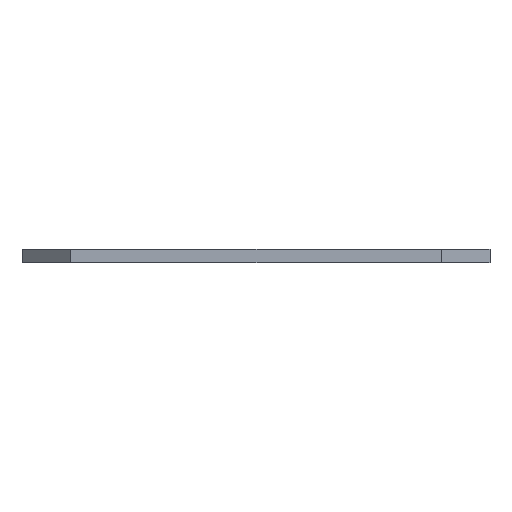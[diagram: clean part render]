
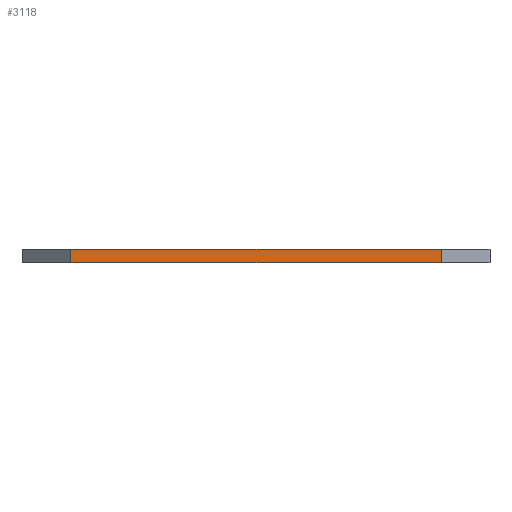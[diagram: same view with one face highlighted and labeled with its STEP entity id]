
A CAD part, left-side view. The second image highlights one B-rep face of the part: STEP entity #3118.
In plain terms, the highlighted planar face has unit normal (-1, 0, 0).
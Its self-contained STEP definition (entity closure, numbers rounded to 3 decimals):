
#55 = PLANE('',#56);
#56 = AXIS2_PLACEMENT_3D('',#57,#58,#59);
#57 = CARTESIAN_POINT('',(122.466,-126.594,0.));
#58 = DIRECTION('',(0.707,0.707,-0.));
#59 = DIRECTION('',(0.707,-0.707,0.));
#83 = PLANE('',#84);
#84 = AXIS2_PLACEMENT_3D('',#85,#86,#87);
#85 = CARTESIAN_POINT('',(148.501,-105.004,1.6));
#86 = DIRECTION('',(0.,0.,1.));
#87 = DIRECTION('',(1.,0.,-0.));
#137 = PLANE('',#138);
#138 = AXIS2_PLACEMENT_3D('',#139,#140,#141);
#139 = CARTESIAN_POINT('',(148.501,-105.004,0.));
#140 = DIRECTION('',(0.,0.,1.));
#141 = DIRECTION('',(1.,0.,-0.));
#152 = EDGE_CURVE('',#153,#155,#157,.T.);
#153 = VERTEX_POINT('',#154);
#154 = CARTESIAN_POINT('',(122.466,-126.594,0.));
#155 = VERTEX_POINT('',#156);
#156 = CARTESIAN_POINT('',(122.466,-126.594,1.6));
#157 = SURFACE_CURVE('',#158,(#162,#169),.PCURVE_S1.);
#158 = LINE('',#159,#160);
#159 = CARTESIAN_POINT('',(122.466,-126.594,0.));
#160 = VECTOR('',#161,1.);
#161 = DIRECTION('',(0.,0.,1.));
#162 = PCURVE('',#55,#163);
#163 = DEFINITIONAL_REPRESENTATION('',(#164),#168);
#164 = LINE('',#165,#166);
#165 = CARTESIAN_POINT('',(0.,0.));
#166 = VECTOR('',#167,1.);
#167 = DIRECTION('',(0.,-1.));
#168 = ( GEOMETRIC_REPRESENTATION_CONTEXT(2) 
PARAMETRIC_REPRESENTATION_CONTEXT() REPRESENTATION_CONTEXT('2D SPACE',''
  ) );
#169 = PCURVE('',#170,#175);
#170 = PLANE('',#171);
#171 = AXIS2_PLACEMENT_3D('',#172,#173,#174);
#172 = CARTESIAN_POINT('',(122.466,-83.414,0.));
#173 = DIRECTION('',(1.,0.,-0.));
#174 = DIRECTION('',(0.,-1.,0.));
#175 = DEFINITIONAL_REPRESENTATION('',(#176),#180);
#176 = LINE('',#177,#178);
#177 = CARTESIAN_POINT('',(43.18,0.));
#178 = VECTOR('',#179,1.);
#179 = DIRECTION('',(0.,-1.));
#180 = ( GEOMETRIC_REPRESENTATION_CONTEXT(2) 
PARAMETRIC_REPRESENTATION_CONTEXT() REPRESENTATION_CONTEXT('2D SPACE',''
  ) );
#386 = VERTEX_POINT('',#387);
#387 = CARTESIAN_POINT('',(122.466,-83.414,0.));
#401 = PLANE('',#402);
#402 = AXIS2_PLACEMENT_3D('',#403,#404,#405);
#403 = CARTESIAN_POINT('',(128.181,-77.699,0.));
#404 = DIRECTION('',(0.707,-0.707,0.));
#405 = DIRECTION('',(-0.707,-0.707,0.));
#413 = EDGE_CURVE('',#386,#153,#414,.T.);
#414 = SURFACE_CURVE('',#415,(#419,#426),.PCURVE_S1.);
#415 = LINE('',#416,#417);
#416 = CARTESIAN_POINT('',(122.466,-83.414,0.));
#417 = VECTOR('',#418,1.);
#418 = DIRECTION('',(0.,-1.,0.));
#419 = PCURVE('',#137,#420);
#420 = DEFINITIONAL_REPRESENTATION('',(#421),#425);
#421 = LINE('',#422,#423);
#422 = CARTESIAN_POINT('',(-26.035,21.59));
#423 = VECTOR('',#424,1.);
#424 = DIRECTION('',(0.,-1.));
#425 = ( GEOMETRIC_REPRESENTATION_CONTEXT(2) 
PARAMETRIC_REPRESENTATION_CONTEXT() REPRESENTATION_CONTEXT('2D SPACE',''
  ) );
#426 = PCURVE('',#170,#427);
#427 = DEFINITIONAL_REPRESENTATION('',(#428),#432);
#428 = LINE('',#429,#430);
#429 = CARTESIAN_POINT('',(0.,0.));
#430 = VECTOR('',#431,1.);
#431 = DIRECTION('',(1.,0.));
#432 = ( GEOMETRIC_REPRESENTATION_CONTEXT(2) 
PARAMETRIC_REPRESENTATION_CONTEXT() REPRESENTATION_CONTEXT('2D SPACE',''
  ) );
#1905 = VERTEX_POINT('',#1906);
#1906 = CARTESIAN_POINT('',(122.466,-83.414,1.6));
#1927 = EDGE_CURVE('',#1905,#155,#1928,.T.);
#1928 = SURFACE_CURVE('',#1929,(#1933,#1940),.PCURVE_S1.);
#1929 = LINE('',#1930,#1931);
#1930 = CARTESIAN_POINT('',(122.466,-83.414,1.6));
#1931 = VECTOR('',#1932,1.);
#1932 = DIRECTION('',(0.,-1.,0.));
#1933 = PCURVE('',#83,#1934);
#1934 = DEFINITIONAL_REPRESENTATION('',(#1935),#1939);
#1935 = LINE('',#1936,#1937);
#1936 = CARTESIAN_POINT('',(-26.035,21.59));
#1937 = VECTOR('',#1938,1.);
#1938 = DIRECTION('',(0.,-1.));
#1939 = ( GEOMETRIC_REPRESENTATION_CONTEXT(2) 
PARAMETRIC_REPRESENTATION_CONTEXT() REPRESENTATION_CONTEXT('2D SPACE',''
  ) );
#1940 = PCURVE('',#170,#1941);
#1941 = DEFINITIONAL_REPRESENTATION('',(#1942),#1946);
#1942 = LINE('',#1943,#1944);
#1943 = CARTESIAN_POINT('',(0.,-1.6));
#1944 = VECTOR('',#1945,1.);
#1945 = DIRECTION('',(1.,0.));
#1946 = ( GEOMETRIC_REPRESENTATION_CONTEXT(2) 
PARAMETRIC_REPRESENTATION_CONTEXT() REPRESENTATION_CONTEXT('2D SPACE',''
  ) );
#3118 = ADVANCED_FACE('',(#3119),#170,.F.);
#3119 = FACE_BOUND('',#3120,.F.);
#3120 = EDGE_LOOP('',(#3121,#3142,#3143,#3144));
#3121 = ORIENTED_EDGE('',*,*,#3122,.T.);
#3122 = EDGE_CURVE('',#386,#1905,#3123,.T.);
#3123 = SURFACE_CURVE('',#3124,(#3128,#3135),.PCURVE_S1.);
#3124 = LINE('',#3125,#3126);
#3125 = CARTESIAN_POINT('',(122.466,-83.414,0.));
#3126 = VECTOR('',#3127,1.);
#3127 = DIRECTION('',(0.,0.,1.));
#3128 = PCURVE('',#170,#3129);
#3129 = DEFINITIONAL_REPRESENTATION('',(#3130),#3134);
#3130 = LINE('',#3131,#3132);
#3131 = CARTESIAN_POINT('',(0.,0.));
#3132 = VECTOR('',#3133,1.);
#3133 = DIRECTION('',(0.,-1.));
#3134 = ( GEOMETRIC_REPRESENTATION_CONTEXT(2) 
PARAMETRIC_REPRESENTATION_CONTEXT() REPRESENTATION_CONTEXT('2D SPACE',''
  ) );
#3135 = PCURVE('',#401,#3136);
#3136 = DEFINITIONAL_REPRESENTATION('',(#3137),#3141);
#3137 = LINE('',#3138,#3139);
#3138 = CARTESIAN_POINT('',(8.082,0.));
#3139 = VECTOR('',#3140,1.);
#3140 = DIRECTION('',(0.,-1.));
#3141 = ( GEOMETRIC_REPRESENTATION_CONTEXT(2) 
PARAMETRIC_REPRESENTATION_CONTEXT() REPRESENTATION_CONTEXT('2D SPACE',''
  ) );
#3142 = ORIENTED_EDGE('',*,*,#1927,.T.);
#3143 = ORIENTED_EDGE('',*,*,#152,.F.);
#3144 = ORIENTED_EDGE('',*,*,#413,.F.);
